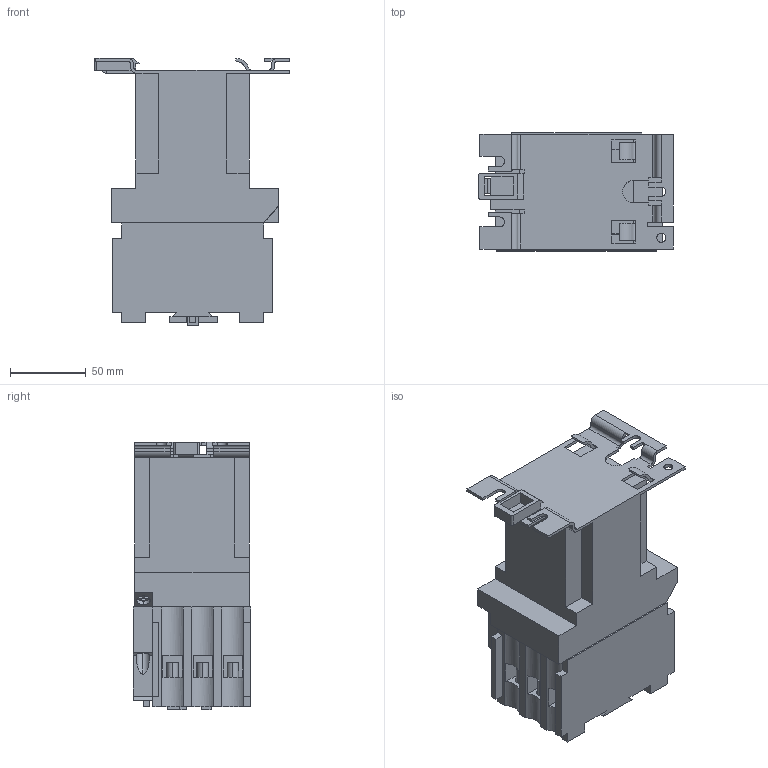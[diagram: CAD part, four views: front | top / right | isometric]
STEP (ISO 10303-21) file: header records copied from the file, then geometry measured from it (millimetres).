
FILE_DESCRIPTION (( 'STEP AP203' ), '1' );
FILE_NAME ('ÊÌÝï-40À, 50À, 65À.STEP', '2018-03-12T11:13:34', ( '' ), ( '' ), 'SwSTEP 2.0', 'SolidWorks 2017', '' );
FILE_SCHEMA (( 'CONFIG_CONTROL_DESIGN' ));
Length unit declared in the file: millimetre
Products named in the file (1): ÊÌÝï-40À, 50À, 65À
Bounding box: 128.88 x 78 x 177 mm (x, y, z)
Volume: 1013990.4 mm3; surface area: 107089.7 mm2
Topology: 7 solids, 7 shells, 441 faces, 1207 edges, 790 vertices
Faces by surface type: plane 363, cylinder 74, bspline 4
Entity records: 14186 total; most frequent: CARTESIAN_POINT 2763, ORIENTED_EDGE 2414, DIRECTION 2255, EDGE_CURVE 1207, LINE 1003, VECTOR 1003, VERTEX_POINT 790, AXIS2_PLACEMENT_3D 626
